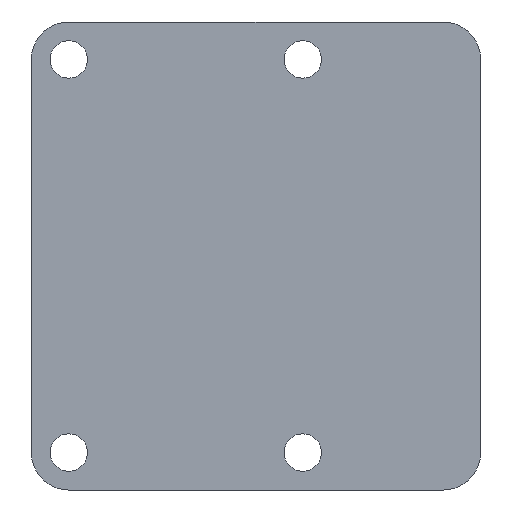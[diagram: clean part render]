
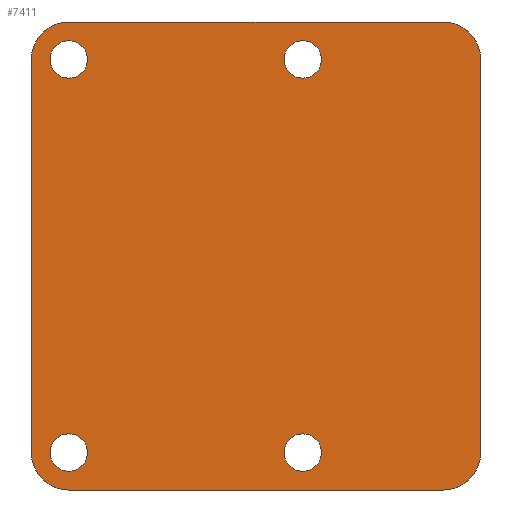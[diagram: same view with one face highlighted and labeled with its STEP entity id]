
A CAD part, left-side view. The second image highlights one B-rep face of the part: STEP entity #7411.
In plain terms, the highlighted planar face has unit normal (-1, 0, 0).
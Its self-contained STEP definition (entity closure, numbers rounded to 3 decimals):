
#864=FACE_BOUND('',#1138,.T.);
#865=FACE_BOUND('',#1139,.T.);
#866=FACE_BOUND('',#1140,.T.);
#867=FACE_BOUND('',#1141,.T.);
#966=FACE_OUTER_BOUND('',#1137,.T.);
#1137=EDGE_LOOP('',(#4654,#4655,#4656,#4657,#4658,#4659,#4660,#4661));
#1138=EDGE_LOOP('',(#4662));
#1139=EDGE_LOOP('',(#4663));
#1140=EDGE_LOOP('',(#4664));
#1141=EDGE_LOOP('',(#4665));
#1410=LINE('',#8544,#1810);
#1411=LINE('',#8548,#1811);
#1412=LINE('',#8552,#1812);
#1413=LINE('',#8555,#1813);
#1810=VECTOR('',#7782,10.);
#1811=VECTOR('',#7785,10.);
#1812=VECTOR('',#7788,10.);
#1813=VECTOR('',#7791,10.);
#2210=CIRCLE('',#7597,2.);
#2211=CIRCLE('',#7598,2.);
#2212=CIRCLE('',#7599,2.);
#2213=CIRCLE('',#7600,2.);
#2214=CIRCLE('',#7601,1.);
#2215=CIRCLE('',#7602,1.);
#2216=CIRCLE('',#7603,1.);
#2217=CIRCLE('',#7604,1.);
#2238=VERTEX_POINT('',#8540);
#2239=VERTEX_POINT('',#8541);
#2240=VERTEX_POINT('',#8543);
#2241=VERTEX_POINT('',#8545);
#2242=VERTEX_POINT('',#8547);
#2243=VERTEX_POINT('',#8549);
#2244=VERTEX_POINT('',#8551);
#2245=VERTEX_POINT('',#8553);
#2246=VERTEX_POINT('',#8556);
#2247=VERTEX_POINT('',#8558);
#2248=VERTEX_POINT('',#8560);
#2249=VERTEX_POINT('',#8562);
#3403=EDGE_CURVE('',#2238,#2239,#2210,.T.);
#3404=EDGE_CURVE('',#2240,#2238,#1410,.T.);
#3405=EDGE_CURVE('',#2241,#2240,#2211,.T.);
#3406=EDGE_CURVE('',#2242,#2241,#1411,.T.);
#3407=EDGE_CURVE('',#2243,#2242,#2212,.T.);
#3408=EDGE_CURVE('',#2244,#2243,#1412,.T.);
#3409=EDGE_CURVE('',#2245,#2244,#2213,.T.);
#3410=EDGE_CURVE('',#2239,#2245,#1413,.T.);
#3411=EDGE_CURVE('',#2246,#2246,#2214,.T.);
#3412=EDGE_CURVE('',#2247,#2247,#2215,.T.);
#3413=EDGE_CURVE('',#2248,#2248,#2216,.T.);
#3414=EDGE_CURVE('',#2249,#2249,#2217,.T.);
#4654=ORIENTED_EDGE('',*,*,#3403,.F.);
#4655=ORIENTED_EDGE('',*,*,#3404,.F.);
#4656=ORIENTED_EDGE('',*,*,#3405,.F.);
#4657=ORIENTED_EDGE('',*,*,#3406,.F.);
#4658=ORIENTED_EDGE('',*,*,#3407,.F.);
#4659=ORIENTED_EDGE('',*,*,#3408,.F.);
#4660=ORIENTED_EDGE('',*,*,#3409,.F.);
#4661=ORIENTED_EDGE('',*,*,#3410,.F.);
#4662=ORIENTED_EDGE('',*,*,#3411,.F.);
#4663=ORIENTED_EDGE('',*,*,#3412,.F.);
#4664=ORIENTED_EDGE('',*,*,#3413,.F.);
#4665=ORIENTED_EDGE('',*,*,#3414,.F.);
#7156=PLANE('',#7596);
#7411=ADVANCED_FACE('',(#966,#864,#865,#866,#867),#7156,.F.);
#7596=AXIS2_PLACEMENT_3D('',#8539,#7778,#7779);
#7597=AXIS2_PLACEMENT_3D('',#8542,#7780,#7781);
#7598=AXIS2_PLACEMENT_3D('',#8546,#7783,#7784);
#7599=AXIS2_PLACEMENT_3D('',#8550,#7786,#7787);
#7600=AXIS2_PLACEMENT_3D('',#8554,#7789,#7790);
#7601=AXIS2_PLACEMENT_3D('',#8557,#7792,#7793);
#7602=AXIS2_PLACEMENT_3D('',#8559,#7794,#7795);
#7603=AXIS2_PLACEMENT_3D('',#8561,#7796,#7797);
#7604=AXIS2_PLACEMENT_3D('',#8563,#7798,#7799);
#7778=DIRECTION('center_axis',(1.,0.,0.));
#7779=DIRECTION('ref_axis',(0.,0.,-1.));
#7780=DIRECTION('center_axis',(1.,0.,0.));
#7781=DIRECTION('ref_axis',(0.,0.,1.));
#7782=DIRECTION('',(0.,-1.,0.));
#7783=DIRECTION('center_axis',(1.,0.,0.));
#7784=DIRECTION('ref_axis',(0.,1.,0.));
#7785=DIRECTION('',(0.,0.,1.));
#7786=DIRECTION('center_axis',(1.,0.,0.));
#7787=DIRECTION('ref_axis',(0.,0.,-1.));
#7788=DIRECTION('',(0.,1.,0.));
#7789=DIRECTION('center_axis',(1.,0.,0.));
#7790=DIRECTION('ref_axis',(0.,-1.,0.));
#7791=DIRECTION('',(0.,0.,-1.));
#7792=DIRECTION('center_axis',(-1.,0.,0.));
#7793=DIRECTION('ref_axis',(0.,0.,-1.));
#7794=DIRECTION('center_axis',(-1.,0.,0.));
#7795=DIRECTION('ref_axis',(0.,0.,-1.));
#7796=DIRECTION('center_axis',(-1.,0.,0.));
#7797=DIRECTION('ref_axis',(0.,0.,-1.));
#7798=DIRECTION('center_axis',(-1.,0.,0.));
#7799=DIRECTION('ref_axis',(0.,0.,-1.));
#8539=CARTESIAN_POINT('Origin',(0.,0.,0.));
#8540=CARTESIAN_POINT('',(0.,-10.,12.5));
#8541=CARTESIAN_POINT('',(0.,-12.,10.5));
#8542=CARTESIAN_POINT('Origin',(0.,-10.,10.5));
#8543=CARTESIAN_POINT('',(0.,10.,12.5));
#8544=CARTESIAN_POINT('',(0.,10.,12.5));
#8545=CARTESIAN_POINT('',(0.,12.,10.5));
#8546=CARTESIAN_POINT('Origin',(0.,10.,10.5));
#8547=CARTESIAN_POINT('',(0.,12.,-10.5));
#8548=CARTESIAN_POINT('',(0.,12.,-10.5));
#8549=CARTESIAN_POINT('',(0.,10.,-12.5));
#8550=CARTESIAN_POINT('Origin',(0.,10.,-10.5));
#8551=CARTESIAN_POINT('',(0.,-10.,-12.5));
#8552=CARTESIAN_POINT('',(0.,-10.,-12.5));
#8553=CARTESIAN_POINT('',(0.,-12.,-10.5));
#8554=CARTESIAN_POINT('Origin',(0.,-10.,-10.5));
#8555=CARTESIAN_POINT('',(0.,-12.,10.5));
#8556=CARTESIAN_POINT('',(0.,10.,-9.5));
#8557=CARTESIAN_POINT('Origin',(0.,10.,-10.5));
#8558=CARTESIAN_POINT('',(0.,-2.5,-9.5));
#8559=CARTESIAN_POINT('Origin',(0.,-2.5,-10.5));
#8560=CARTESIAN_POINT('',(0.,-2.5,11.5));
#8561=CARTESIAN_POINT('Origin',(0.,-2.5,10.5));
#8562=CARTESIAN_POINT('',(0.,10.,11.5));
#8563=CARTESIAN_POINT('Origin',(0.,10.,10.5));
